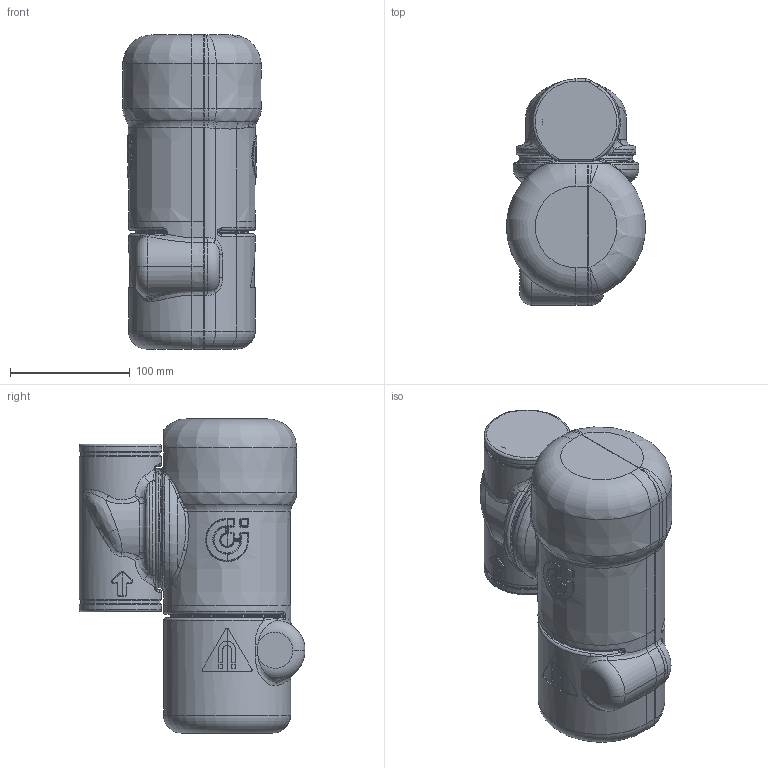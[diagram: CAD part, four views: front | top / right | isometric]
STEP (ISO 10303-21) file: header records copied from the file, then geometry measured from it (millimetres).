
FILE_DESCRIPTION(('CATIA V5 STEP Exchange','CAx-IF Rec.Pracs.--- Model Styling and Organization---1.5--- 2016-08-15','CAx-IF Rec.Pracs.---Supplemental Geometry---1.0---2011-11-01','CAx-IF Rec.Pracs.--- Composite Materials ---3.4---2017-06-13','CAx-IF Rec.Pracs.---Tessellated 3D Geometry---1.0---2015-12-17'),'2;1');
FILE_NAME('STEP_CBN545307_-_TST.stp','2025-09-09T11:48:01+00:00',('none'),('none'),'CATIA Version 5-6 Release 2020 SP5','CATIA V5 STEP AP242 v2','none');
FILE_SCHEMA(('AP242_MANAGED_MODEL_BASED_3D_ENGINEERING_MIM_LF {1 0 10303 442 1 1 4}'));
Products named in the file (1): CBN545307 - TST
Bounding box: 115.94 x 188.5 x 262.02 mm (x, y, z)
Volume: 3096345.1 mm3; surface area: 164509.4 mm2
Topology: 1 solids, 1 shells, 906 faces, 2171 edges, 1231 vertices
Faces by surface type: bspline 264, cylinder 259, torus 166, plane 143, cone 33, sphere 14, revolution 14, extrusion 13
Entity records: 45979 total; most frequent: CARTESIAN_POINT 27796, ORIENTED_EDGE 4238, DIRECTION 2328, EDGE_CURVE 2119, VERTEX_POINT 1231, AXIS2_PLACEMENT_3D 1192, B_SPLINE_CURVE_WITH_KNOTS 929, EDGE_LOOP 924
